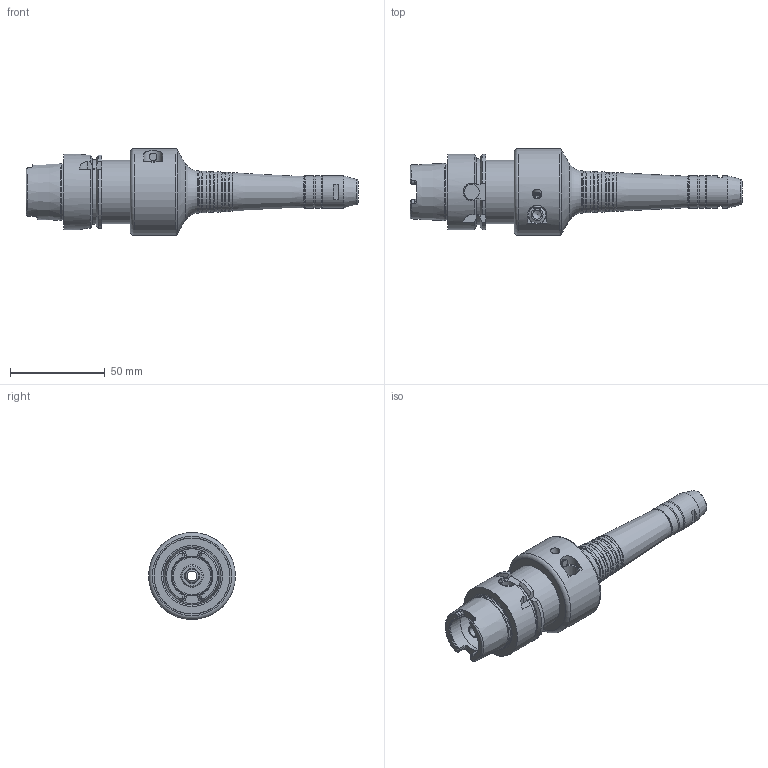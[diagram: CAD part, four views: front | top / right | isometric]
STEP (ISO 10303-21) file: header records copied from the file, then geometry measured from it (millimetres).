
FILE_DESCRIPTION((''),'2;1');
FILE_NAME('577013606155 HSK40A-PHC06SB-155-NC-3D.stp','2022-12-02T14:09:23',('nttooll'),(''),'Autodesk Inventor 2012','Autodesk Inventor 2012','');
FILE_SCHEMA(('AUTOMOTIVE_DESIGN { 1 0 10303 214 1 1 1 1 }'));
Length unit declared in the file: millimetre
Products named in the file (1): 577013606155 HSK40A-PHC06SB-155-NC-3D
Bounding box: 175 x 45.8 x 45.8 mm (x, y, z)
Volume: 103560.7 mm3; surface area: 25912.1 mm2
Topology: 1 solids, 1 shells, 240 faces, 556 edges, 338 vertices
Faces by surface type: plane 77, cylinder 68, cone 68, torus 26, revolution 1
Full cylindrical faces by diameter (mm): 0.7 x2, 2.309 x2, 4 x2, 4.1 x1, 4.619 x2, 5 x4, 6 x2, 6.397 x1, 6.8 x2, 7.5 x1, 8 x2, 9 x2, 12 x2, 17 x3, 21 x1, 21.8 x1, 25.5 x1, 29.8 x1, 33.5 x1, 40 x1, 45.8 x1
Entity records: 6565 total; most frequent: CARTESIAN_POINT 1536, DIRECTION 1092, ORIENTED_EDGE 884, AXIS2_PLACEMENT_3D 474, EDGE_CURVE 442, EDGE_LOOP 366, VERTEX_POINT 324, FACE_OUTER_BOUND 240
